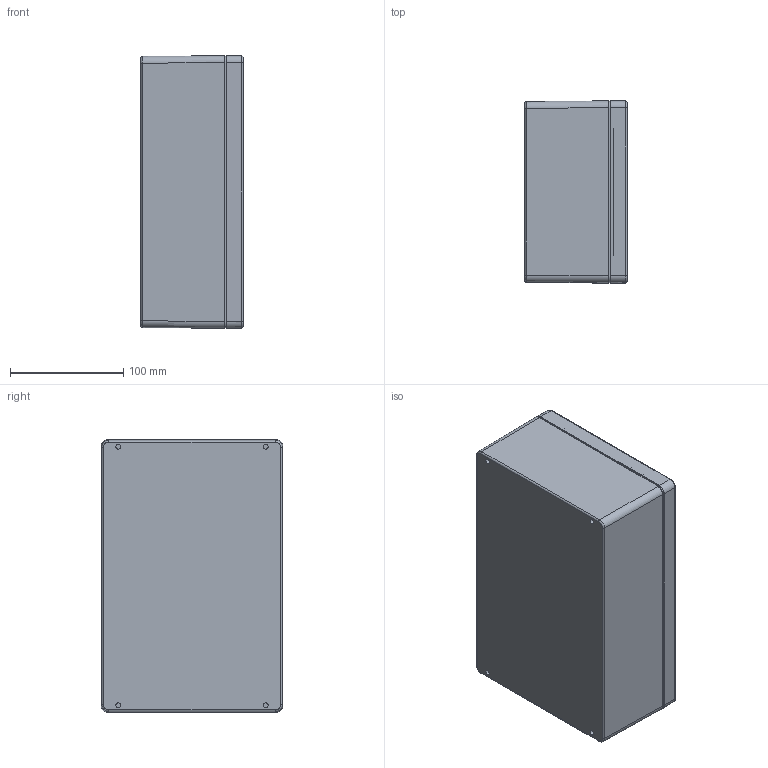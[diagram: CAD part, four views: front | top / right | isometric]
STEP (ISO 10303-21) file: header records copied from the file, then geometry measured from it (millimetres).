
FILE_DESCRIPTION(/* description */ ('ABS-Gehäuse'),/* implementation_level */ '2;1');
FILE_NAME(/* name */ '02241609045-RST.stp',/* time_stamp */ '2021-09-02T13:33:16+02:00',/* author */ ('sl'),/* organization */ (''),/* preprocessor_version */ 'ST-DEVELOPER v16.5',/* originating_system */ 'Autodesk Inventor 2017',/* authorisation */ '');
FILE_SCHEMA (('AUTOMOTIVE_DESIGN { 1 0 10303 214 3 1 1 }'));
Length unit declared in the file: millimetre
Products named in the file (4): 01_241609_010; SHR Z M4x24x10 ÄHNL_DIN EN ISO 7045 OG_3Dsym; Deckel-ABS-Gehäuse-26-BT-0002-01_241609_010; UT-ABS-Gehäuse-26-BT-0001-01_241609_010
Assembly tree (8 placements, depth 2):
  01_241609_010
    SHR Z M4x24x10 ÄHNL_DIN EN ISO 7045 OG_3Dsym  x6
    Deckel-ABS-Gehäuse-26-BT-0002-01_241609_010
    UT-ABS-Gehäuse-26-BT-0001-01_241609_010
Bounding box: 90 x 160.3 x 240.3 mm (x, y, z)
Volume: 489739 mm3; surface area: 310238.9 mm2
Topology: 8 solids, 8 shells, 656 faces, 1546 edges, 960 vertices
Faces by surface type: plane 244, cylinder 226, torus 106, cone 66, bspline 14
Full cylindrical faces by diameter (mm): 2 x2, 2.87 x6, 4 x16, 4.2 x4, 4.5 x6, 5 x6, 7 x6, 7.4 x6, 8 x4
Entity records: 14923 total; most frequent: CARTESIAN_POINT 2865, DIRECTION 2746, ORIENTED_EDGE 2232, EDGE_CURVE 1116, AXIS2_PLACEMENT_3D 1115, VERTEX_POINT 735, EDGE_LOOP 665, CIRCLE 556
